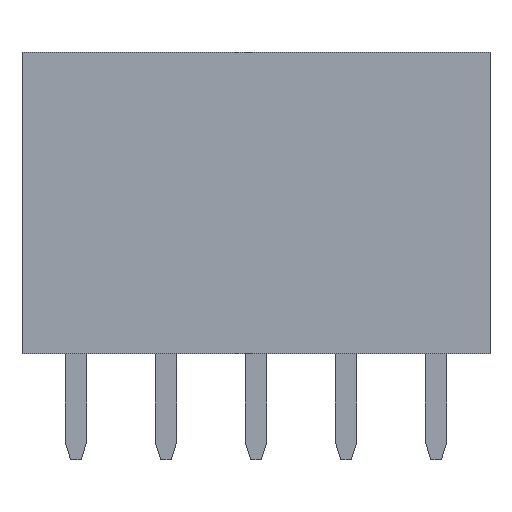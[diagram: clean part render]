
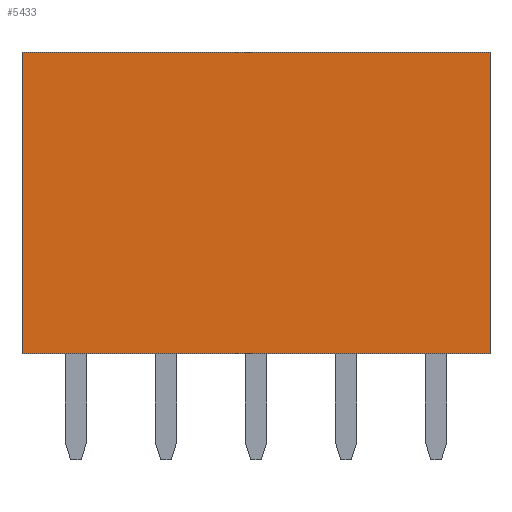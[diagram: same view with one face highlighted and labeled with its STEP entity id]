
A CAD part, front view. The second image highlights one B-rep face of the part: STEP entity #5433.
In plain terms, the highlighted face is planar.
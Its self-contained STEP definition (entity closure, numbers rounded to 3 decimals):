
#187=FACE_OUTER_BOUND('',#497,.T.);
#497=EDGE_LOOP('',(#3781,#3782,#3783,#3784));
#814=LINE('',#7429,#1578);
#976=LINE('',#7743,#1740);
#978=LINE('',#7747,#1742);
#979=LINE('',#7748,#1743);
#1578=VECTOR('',#6056,10.);
#1740=VECTOR('',#6224,25.9);
#1742=VECTOR('',#6228,25.9);
#1743=VECTOR('',#6229,8.5);
#2341=VERTEX_POINT('',#7425);
#2343=VERTEX_POINT('',#7428);
#2492=VERTEX_POINT('',#7742);
#2493=VERTEX_POINT('',#7746);
#2838=EDGE_CURVE('',#2343,#2341,#814,.T.);
#3000=EDGE_CURVE('',#2492,#2343,#976,.T.);
#3002=EDGE_CURVE('',#2493,#2341,#978,.T.);
#3003=EDGE_CURVE('',#2493,#2492,#979,.T.);
#3781=ORIENTED_EDGE('',*,*,#2838,.T.);
#3782=ORIENTED_EDGE('',*,*,#3002,.F.);
#3783=ORIENTED_EDGE('',*,*,#3003,.T.);
#3784=ORIENTED_EDGE('',*,*,#3000,.T.);
#5133=PLANE('',#5749);
#5433=ADVANCED_FACE('',(#187),#5133,.T.);
#5749=AXIS2_PLACEMENT_3D('',#7745,#6226,#6227);
#6056=DIRECTION('',(0.,1.,0.));
#6224=DIRECTION('',(1.,0.,0.));
#6226=DIRECTION('center_axis',(0.,0.,1.));
#6227=DIRECTION('ref_axis',(0.,-1.,0.));
#6228=DIRECTION('',(1.,0.,0.));
#6229=DIRECTION('',(0.,-1.,0.));
#7425=CARTESIAN_POINT('',(-25.15,8.5,2.5));
#7428=CARTESIAN_POINT('',(-25.15,0.,2.5));
#7429=CARTESIAN_POINT('',(-25.15,6.45,2.5));
#7742=CARTESIAN_POINT('',(-38.35,0.,2.5));
#7743=CARTESIAN_POINT('',(-38.35,0.,2.5));
#7745=CARTESIAN_POINT('Origin',(-12.95,8.5,2.5));
#7746=CARTESIAN_POINT('',(-38.35,8.5,2.5));
#7747=CARTESIAN_POINT('',(-38.35,8.5,2.5));
#7748=CARTESIAN_POINT('',(-38.35,8.5,2.5));
